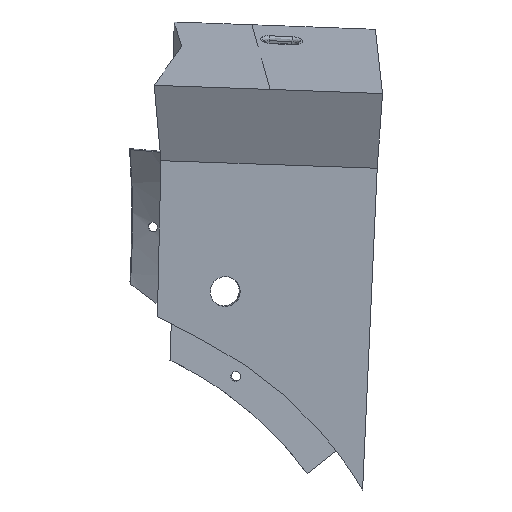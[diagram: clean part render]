
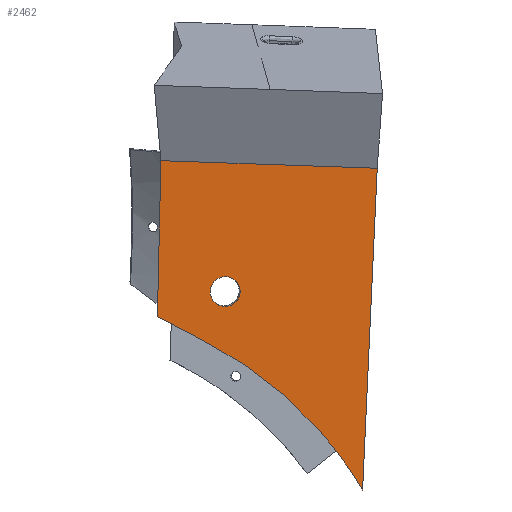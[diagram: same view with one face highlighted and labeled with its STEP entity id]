
A CAD part, top view. The second image highlights one B-rep face of the part: STEP entity #2462.
In plain terms, the highlighted planar face has unit normal (0.131, -0.115, 0.985).
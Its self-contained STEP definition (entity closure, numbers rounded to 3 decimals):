
#157=FACE_BOUND('',#398,.T.);
#176=PLANE('',#2614);
#270=FACE_OUTER_BOUND('',#397,.T.);
#397=EDGE_LOOP('',(#1733,#1734,#1735,#1736,#1737,#1738,#1739,#1740,#1741));
#398=EDGE_LOOP('',(#1742));
#549=LINE('',#3372,#782);
#554=LINE('',#3386,#787);
#555=LINE('',#3388,#788);
#556=LINE('',#3390,#789);
#557=LINE('',#3392,#790);
#558=LINE('',#3394,#791);
#559=LINE('',#3395,#792);
#782=VECTOR('',#2813,10.);
#787=VECTOR('',#2824,10.);
#788=VECTOR('',#2825,10.);
#789=VECTOR('',#2826,10.);
#790=VECTOR('',#2827,10.);
#791=VECTOR('',#2828,10.);
#792=VECTOR('',#2829,10.);
#989=CIRCLE('',#2589,4.);
#1004=CIRCLE('',#2615,106.931);
#1005=CIRCLE('',#2616,106.931);
#1020=VERTEX_POINT('',#3260);
#1061=VERTEX_POINT('',#3370);
#1062=VERTEX_POINT('',#3371);
#1066=VERTEX_POINT('',#3381);
#1067=VERTEX_POINT('',#3382);
#1068=VERTEX_POINT('',#3384);
#1069=VERTEX_POINT('',#3387);
#1070=VERTEX_POINT('',#3389);
#1071=VERTEX_POINT('',#3391);
#1072=VERTEX_POINT('',#3393);
#1288=EDGE_CURVE('',#1020,#1020,#989,.T.);
#1335=EDGE_CURVE('',#1061,#1062,#549,.T.);
#1340=EDGE_CURVE('',#1066,#1067,#1004,.T.);
#1341=EDGE_CURVE('',#1068,#1066,#1005,.T.);
#1342=EDGE_CURVE('',#1068,#1061,#554,.T.);
#1343=EDGE_CURVE('',#1069,#1062,#555,.T.);
#1344=EDGE_CURVE('',#1069,#1070,#556,.T.);
#1345=EDGE_CURVE('',#1071,#1070,#557,.T.);
#1346=EDGE_CURVE('',#1072,#1071,#558,.T.);
#1347=EDGE_CURVE('',#1067,#1072,#559,.T.);
#1733=ORIENTED_EDGE('',*,*,#1340,.F.);
#1734=ORIENTED_EDGE('',*,*,#1341,.F.);
#1735=ORIENTED_EDGE('',*,*,#1342,.T.);
#1736=ORIENTED_EDGE('',*,*,#1335,.T.);
#1737=ORIENTED_EDGE('',*,*,#1343,.F.);
#1738=ORIENTED_EDGE('',*,*,#1344,.T.);
#1739=ORIENTED_EDGE('',*,*,#1345,.F.);
#1740=ORIENTED_EDGE('',*,*,#1346,.F.);
#1741=ORIENTED_EDGE('',*,*,#1347,.F.);
#1742=ORIENTED_EDGE('',*,*,#1288,.T.);
#2462=ADVANCED_FACE('',(#270,#157),#176,.F.);
#2589=AXIS2_PLACEMENT_3D('',#3261,#2737,#2738);
#2614=AXIS2_PLACEMENT_3D('',#3380,#2818,#2819);
#2615=AXIS2_PLACEMENT_3D('',#3383,#2820,#2821);
#2616=AXIS2_PLACEMENT_3D('',#3385,#2822,#2823);
#2737=DIRECTION('center_axis',(-0.131,0.115,-0.985));
#2738=DIRECTION('ref_axis',(0.991,0.,-0.132));
#2813=DIRECTION('',(-0.99,0.035,0.135));
#2818=DIRECTION('center_axis',(-0.131,0.115,-0.985));
#2819=DIRECTION('ref_axis',(-0.987,0.076,0.14));
#2820=DIRECTION('center_axis',(0.131,-0.115,0.985));
#2821=DIRECTION('ref_axis',(0.347,0.936,0.063));
#2822=DIRECTION('center_axis',(0.131,-0.115,0.985));
#2823=DIRECTION('ref_axis',(0.347,0.936,0.063));
#2824=DIRECTION('',(0.045,0.993,0.11));
#2825=DIRECTION('',(0.022,0.993,0.113));
#2826=DIRECTION('',(0.99,-0.035,-0.136));
#2827=DIRECTION('',(0.022,0.993,0.113));
#2828=DIRECTION('',(-0.874,0.456,0.169));
#2829=DIRECTION('',(0.464,0.885,0.041));
#3260=CARTESIAN_POINT('',(-198.544,47.893,29.69));
#3261=CARTESIAN_POINT('Origin',(-194.579,47.893,29.163));
#3370=CARTESIAN_POINT('',(-154.22,80.64,27.62));
#3371=CARTESIAN_POINT('',(-211.67,82.644,35.48));
#3372=CARTESIAN_POINT('',(-156.73,80.728,27.963));
#3380=CARTESIAN_POINT('Origin',(-155.977,96.35,29.683));
#3381=CARTESIAN_POINT('',(-169.583,10.998,21.547));
#3382=CARTESIAN_POINT('',(-200.589,34.965,28.455));
#3383=CARTESIAN_POINT('Origin',(-249.491,-60.019,23.883));
#3384=CARTESIAN_POINT('',(-158.097,-4.803,18.182));
#3385=CARTESIAN_POINT('Origin',(-249.492,-60.019,23.883));
#3386=CARTESIAN_POINT('',(-153.433,97.991,29.537));
#3387=CARTESIAN_POINT('',(-211.814,76.257,34.755));
#3388=CARTESIAN_POINT('',(-211.67,82.665,35.483));
#3389=CARTESIAN_POINT('',(-211.806,76.257,34.754));
#3390=CARTESIAN_POINT('',(-174.292,74.938,29.62));
#3391=CARTESIAN_POINT('',(-212.597,41.235,30.78));
#3392=CARTESIAN_POINT('',(-212.533,44.074,31.102));
#3393=CARTESIAN_POINT('',(-200.586,34.972,28.456));
#3394=CARTESIAN_POINT('',(-203.765,36.63,29.071));
#3395=CARTESIAN_POINT('',(-199.148,37.711,28.584));
